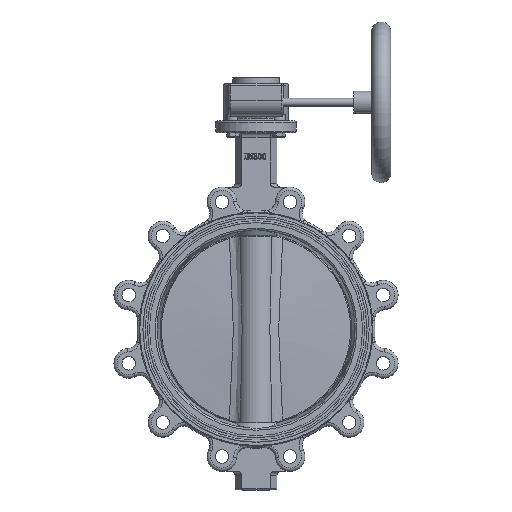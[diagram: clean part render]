
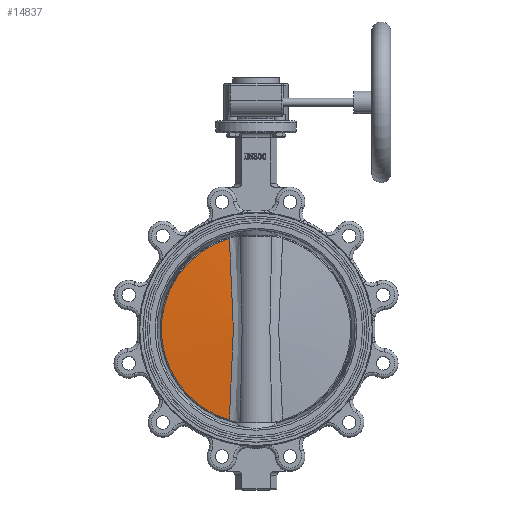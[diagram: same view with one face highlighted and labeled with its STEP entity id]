
A CAD part, top view. The second image highlights one B-rep face of the part: STEP entity #14837.
In plain terms, the highlighted conical face has half-angle 86.5 degrees and reference radius 148.775 mm.
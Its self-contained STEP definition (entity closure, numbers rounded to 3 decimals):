
#564=B_SPLINE_CURVE_WITH_KNOTS('',3,(#27938,#27939,#27940,#27941,#27942,
#27943,#27944,#27945,#27946,#27947,#27948,#27949,#27950),.UNSPECIFIED.,
 .F.,.F.,(4,1,1,1,1,1,1,1,1,1,4),(0.002,0.037,
0.072,0.108,0.125,0.143,
0.161,0.179,0.214,0.249,
0.285),.UNSPECIFIED.);
#783=CONICAL_SURFACE('',#16309,148.775,1.51);
#1783=CIRCLE('',#16310,147.288);
#4408=ORIENTED_EDGE('',*,*,#7242,.T.);
#4409=ORIENTED_EDGE('',*,*,#7243,.T.);
#7242=EDGE_CURVE('',#8828,#8829,#564,.T.);
#7243=EDGE_CURVE('',#8829,#8828,#1783,.F.);
#8828=VERTEX_POINT('',#27951);
#8829=VERTEX_POINT('',#27952);
#11321=EDGE_LOOP('',(#4408,#4409));
#12405=FACE_BOUND('',#11321,.T.);
#14837=ADVANCED_FACE('',(#12405),#783,.T.);
#16309=AXIS2_PLACEMENT_3D('',#27937,#19349,#19350);
#16310=AXIS2_PLACEMENT_3D('',#27953,#19351,#19352);
#19349=DIRECTION('',(0.,1.,0.));
#19350=DIRECTION('',(0.,0.,1.));
#19351=DIRECTION('',(0.,1.,0.));
#19352=DIRECTION('',(0.,0.,1.));
#27937=CARTESIAN_POINT('',(0.,-4.75,0.));
#27938=CARTESIAN_POINT('',(-41.335,-4.841,-141.369));
#27939=CARTESIAN_POINT('',(-40.896,-5.54,-129.593));
#27940=CARTESIAN_POINT('',(-39.966,-6.929,-106.042));
#27941=CARTESIAN_POINT('',(-38.406,-8.951,-70.721));
#27942=CARTESIAN_POINT('',(-36.945,-10.522,-41.283));
#27943=CARTESIAN_POINT('',(-35.834,-11.467,-17.724));
#27944=CARTESIAN_POINT('',(-35.391,-11.78,-0.015));
#27945=CARTESIAN_POINT('',(-35.833,-11.468,17.694));
#27946=CARTESIAN_POINT('',(-36.944,-10.523,41.261));
#27947=CARTESIAN_POINT('',(-38.405,-8.952,70.705));
#27948=CARTESIAN_POINT('',(-39.965,-6.93,106.034));
#27949=CARTESIAN_POINT('',(-40.896,-5.54,129.59));
#27950=CARTESIAN_POINT('',(-41.335,-4.841,141.369));
#27951=CARTESIAN_POINT('',(-41.335,-4.841,-141.369));
#27952=CARTESIAN_POINT('',(-41.335,-4.841,141.369));
#27953=CARTESIAN_POINT('',(0.,-4.841,0.));
